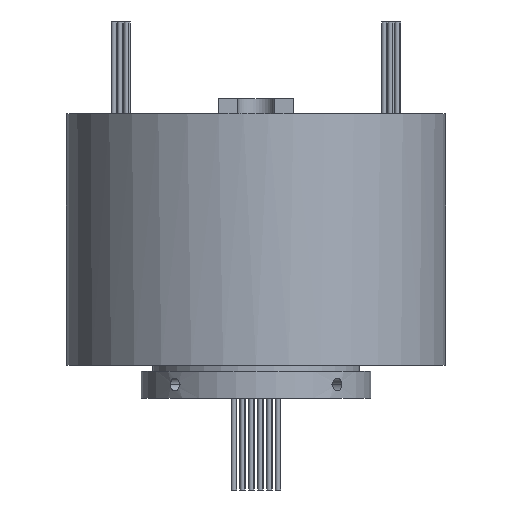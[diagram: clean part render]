
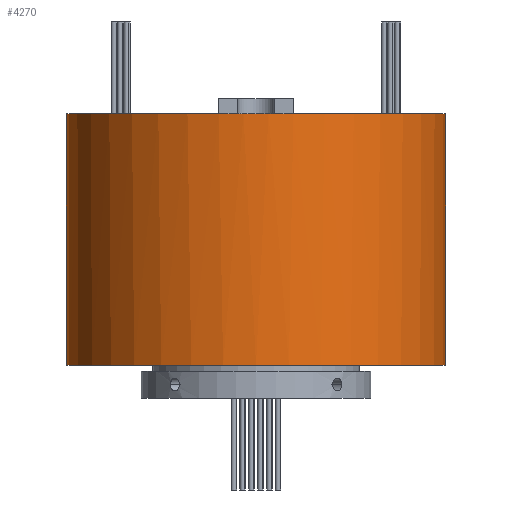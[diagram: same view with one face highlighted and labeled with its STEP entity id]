
A CAD part, front view. The second image highlights one B-rep face of the part: STEP entity #4270.
In plain terms, the highlighted cylindrical face has radius 49.5 mm (diameter 99 mm), a partial arc.
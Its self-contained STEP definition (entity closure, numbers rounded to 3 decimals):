
#38 = EDGE_LOOP ( 'NONE', ( #937, #1513, #2721, #1026, #3088, #4410 ) ) ;
#220 = DIRECTION ( 'NONE',  ( 0., 0., -1. ) ) ;
#222 = VECTOR ( 'NONE', #3207, 1000. ) ;
#258 = DIRECTION ( 'NONE',  ( 0., 0., 1. ) ) ;
#359 = DIRECTION ( 'NONE',  ( 1., 0., 0. ) ) ;
#510 = DIRECTION ( 'NONE',  ( 0., 0., 1. ) ) ;
#514 = CARTESIAN_POINT ( 'NONE',  ( 49.5, 0., 74.2 ) ) ;
#516 = AXIS2_PLACEMENT_3D ( 'NONE', #3129, #258, #3593 ) ;
#937 = ORIENTED_EDGE ( 'NONE', *, *, #1942, .F. ) ;
#1002 = DIRECTION ( 'NONE',  ( 0., 0., -1. ) ) ;
#1026 = ORIENTED_EDGE ( 'NONE', *, *, #1717, .F. ) ;
#1040 = CARTESIAN_POINT ( 'NONE',  ( -9.75, -48.53, 74.2 ) ) ;
#1050 = AXIS2_PLACEMENT_3D ( 'NONE', #3381, #510, #3850 ) ;
#1190 = AXIS2_PLACEMENT_3D ( 'NONE', #5424, #220, #4966 ) ;
#1219 = VECTOR ( 'NONE', #1002, 1000. ) ;
#1328 = CIRCLE ( 'NONE', #516, 49.5 ) ;
#1397 = CARTESIAN_POINT ( 'NONE',  ( 0., 0., 8.6 ) ) ;
#1513 = ORIENTED_EDGE ( 'NONE', *, *, #4298, .F. ) ;
#1523 = CARTESIAN_POINT ( 'NONE',  ( 49.5, 0., 74.2 ) ) ;
#1717 = EDGE_CURVE ( 'NONE', #2708, #5359, #3800, .T. ) ;
#1791 = CARTESIAN_POINT ( 'NONE',  ( -49.5, 0., 74.2 ) ) ;
#1872 = DIRECTION ( 'NONE',  ( 1., 0., 0. ) ) ;
#1942 = EDGE_CURVE ( 'NONE', #3868, #2961, #4025, .T. ) ;
#2665 = EDGE_CURVE ( 'NONE', #2708, #4835, #2762, .T. ) ;
#2708 = VERTEX_POINT ( 'NONE', #4662 ) ;
#2721 = ORIENTED_EDGE ( 'NONE', *, *, #4558, .F. ) ;
#2762 = LINE ( 'NONE', #1791, #222 ) ;
#2961 = VERTEX_POINT ( 'NONE', #2963 ) ;
#2963 = CARTESIAN_POINT ( 'NONE',  ( 49.5, 0., 8.6 ) ) ;
#3024 = AXIS2_PLACEMENT_3D ( 'NONE', #1397, #4699, #1872 ) ;
#3088 = ORIENTED_EDGE ( 'NONE', *, *, #2665, .T. ) ;
#3129 = CARTESIAN_POINT ( 'NONE',  ( 0., 0., 74.2 ) ) ;
#3207 = DIRECTION ( 'NONE',  ( 0., 0., -1. ) ) ;
#3222 = DIRECTION ( 'NONE',  ( 0., 0., 1. ) ) ;
#3381 = CARTESIAN_POINT ( 'NONE',  ( 0., 0., 74.2 ) ) ;
#3593 = DIRECTION ( 'NONE',  ( 1., 0., 0. ) ) ;
#3776 = VERTEX_POINT ( 'NONE', #3802 ) ;
#3800 = CIRCLE ( 'NONE', #4533, 49.5 ) ;
#3802 = CARTESIAN_POINT ( 'NONE',  ( 9.75, -48.53, 74.2 ) ) ;
#3811 = CARTESIAN_POINT ( 'NONE',  ( -49.5, 0., 8.6 ) ) ;
#3830 = FACE_OUTER_BOUND ( 'NONE', #38, .T. ) ;
#3850 = DIRECTION ( 'NONE',  ( 1., 0., 0. ) ) ;
#3868 = VERTEX_POINT ( 'NONE', #1523 ) ;
#4025 = LINE ( 'NONE', #514, #1219 ) ;
#4041 = EDGE_CURVE ( 'NONE', #4835, #2961, #5882, .T. ) ;
#4270 = ADVANCED_FACE ( 'NONE', ( #3830 ), #4942, .T. ) ;
#4298 = EDGE_CURVE ( 'NONE', #3776, #3868, #1328, .T. ) ;
#4410 = ORIENTED_EDGE ( 'NONE', *, *, #4041, .T. ) ;
#4533 = AXIS2_PLACEMENT_3D ( 'NONE', #6009, #3222, #359 ) ;
#4558 = EDGE_CURVE ( 'NONE', #5359, #3776, #4575, .T. ) ;
#4575 = CIRCLE ( 'NONE', #1050, 49.5 ) ;
#4662 = CARTESIAN_POINT ( 'NONE',  ( -49.5, 0., 74.2 ) ) ;
#4699 = DIRECTION ( 'NONE',  ( 0., 0., 1. ) ) ;
#4835 = VERTEX_POINT ( 'NONE', #3811 ) ;
#4942 = CYLINDRICAL_SURFACE ( 'NONE', #1190, 49.5 ) ;
#4966 = DIRECTION ( 'NONE',  ( -1., 0., 0. ) ) ;
#5359 = VERTEX_POINT ( 'NONE', #1040 ) ;
#5424 = CARTESIAN_POINT ( 'NONE',  ( 0., 0., 74.2 ) ) ;
#5882 = CIRCLE ( 'NONE', #3024, 49.5 ) ;
#6009 = CARTESIAN_POINT ( 'NONE',  ( 0., 0., 74.2 ) ) ;
